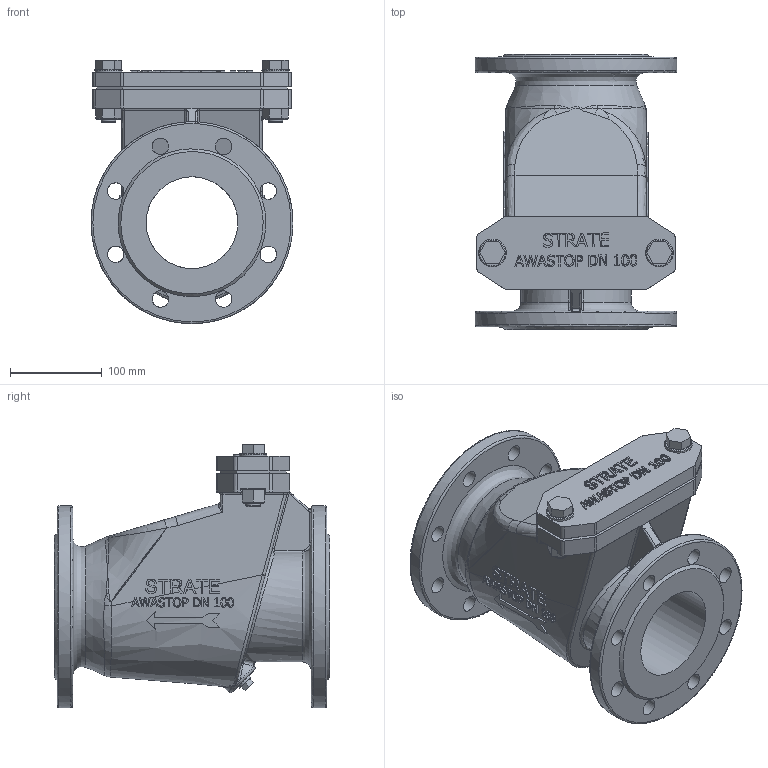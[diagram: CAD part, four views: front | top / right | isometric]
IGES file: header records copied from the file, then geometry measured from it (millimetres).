
Global section: file name: Awastop_DN100; native system: Autodesk Inventor 2018; preprocessor: unknown; author: A.Unrein; date: 20190502.125325; units: millimetre
Bounding box: 220 x 300 x 287 mm (x, y, z)
Volume: 5266246.4 mm3; surface area: 445796.5 mm2
Topology: 1 solids, 1 shells, 1064 faces, 3175 edges, 2188 vertices
Faces by surface type: bspline 1064
